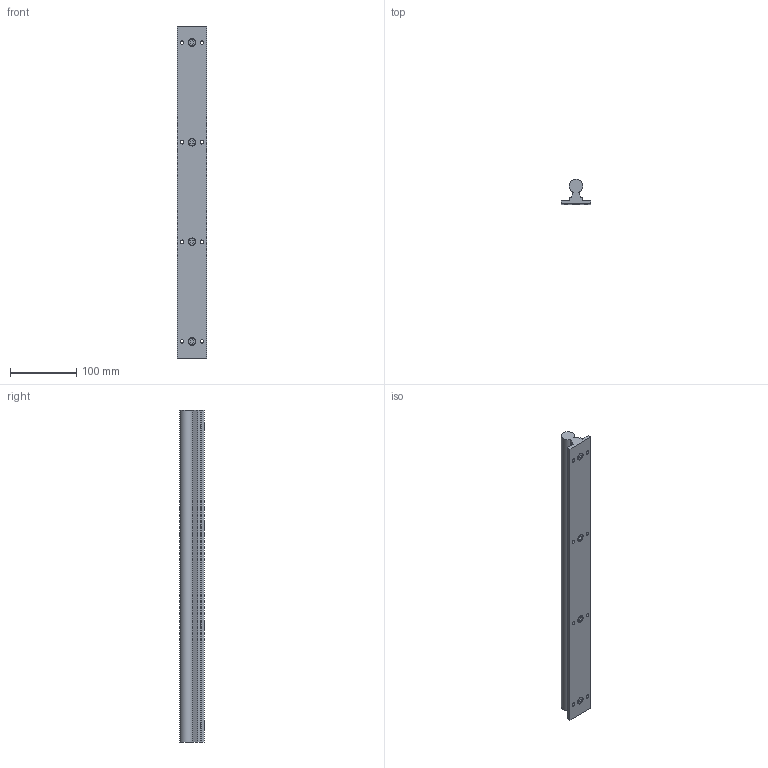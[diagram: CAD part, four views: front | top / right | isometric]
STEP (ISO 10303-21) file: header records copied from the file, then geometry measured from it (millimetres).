
FILE_DESCRIPTION( ( 'STEP AP214' ), '1' );
FILE_NAME( 'SBSg620-500L (25 3).stp', '2021-10-14T09:31:31', ( 'License CC BY-ND 4.0' ), ( 'CADENAS' ), ' ', 'PARTsolutions', ' ' );
FILE_SCHEMA( ( 'AUTOMOTIVE_DESIGN { 1 0 10303 214 1 1 1 1 }' ) );
Length unit declared in the file: millimetre
Products named in the file (1): _SBSg620-500L (25 3)
Bounding box: 45 x 37 x 500 mm (x, y, z)
Volume: 358476.8 mm3; surface area: 86799.5 mm2
Topology: 1 solids, 1 shells, 88 faces, 214 edges, 140 vertices
Faces by surface type: plane 51, cylinder 29, cone 4, torus 4
Full cylindrical faces by diameter (mm): 5.5 x8, 10.4 x4, 11 x4
Entity records: 3212 total; most frequent: DIRECTION 434, CARTESIAN_POINT 419, ORIENTED_EDGE 380, EDGE_CURVE 190, AXIS2_PLACEMENT_3D 155, EDGE_LOOP 140, VERTEX_POINT 140, LINE 124
